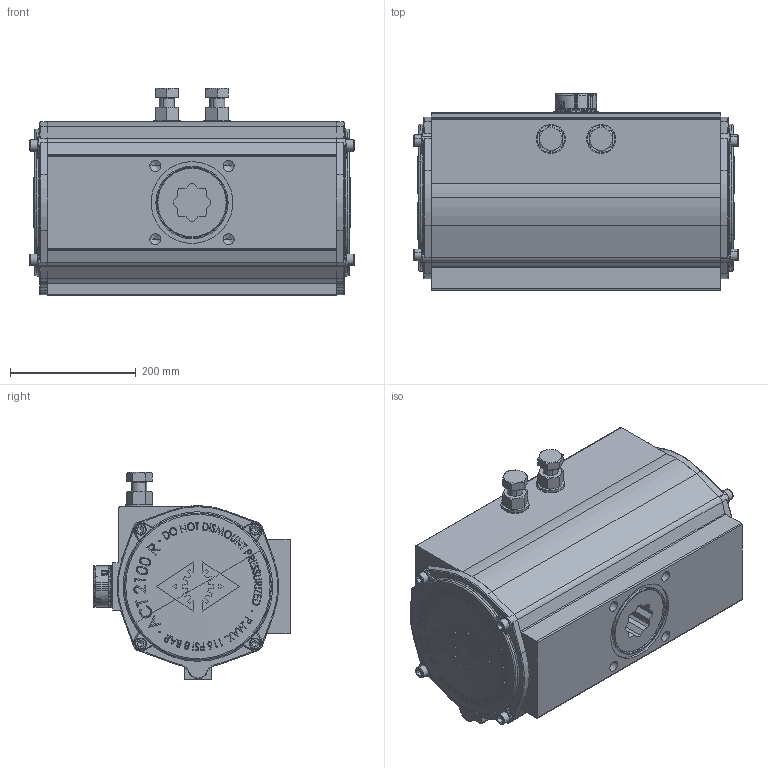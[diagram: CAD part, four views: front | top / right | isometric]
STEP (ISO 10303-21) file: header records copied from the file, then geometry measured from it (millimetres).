
FILE_DESCRIPTION (( 'STEP AP214' ), '1' );
FILE_NAME ('ADA2100.STEP', '2011-12-08T08:52:23', ( 'ossuin - p' ), ( 'Ossuin' ), 'SwSTEP 2.0', 'SolidWorks 2010', '' );
FILE_SCHEMA (( 'AUTOMOTIVE_DESIGN' ));
Length unit declared in the file: millimetre
Products named in the file (9): E2100N; TR2100_ISO 4014 - M24 x 120 x 120-N; Tapon ﾘ65; Hexagon Nut ISO 4032 - M24 - D - C_Default; Washer DIN 125 - A 25_Washer DIN 125 - A 25; DIN 912 M12 x 35 --- 35C_Default; PF2100_Mecanizado; ADA2100; CAP_ADA
Assembly tree (19 placements, depth 2):
  ADA2100
    Hexagon Nut ISO 4032 - M24 - D - C_Default  x2
    E2100N
    DIN 912 M12 x 35 --- 35C_Default  x8
    CAP_ADA  x2
    TR2100_ISO 4014 - M24 x 120 x 120-N  x2
    Tapon ﾘ65
    Washer DIN 125 - A 25_Washer DIN 125 - A 25  x2
    PF2100_Mecanizado
Bounding box: 516 x 312.78 x 329.5 mm (x, y, z)
Volume: 10686456.5 mm3; surface area: 1451429.7 mm2
Topology: 32 solids, 32 shells, 4241 faces, 11254 edges, 7194 vertices
Faces by surface type: plane 1856, cylinder 1020, bspline 645, torus 244, cone 242, sphere 234
Entity records: 144449 total; most frequent: CARTESIAN_POINT 47283, ORIENTED_EDGE 16886, DIRECTION 15453, EDGE_CURVE 8443, AXIS2_PLACEMENT_3D 5771, VERTEX_POINT 5451, VECTOR 3911, LINE 3911
